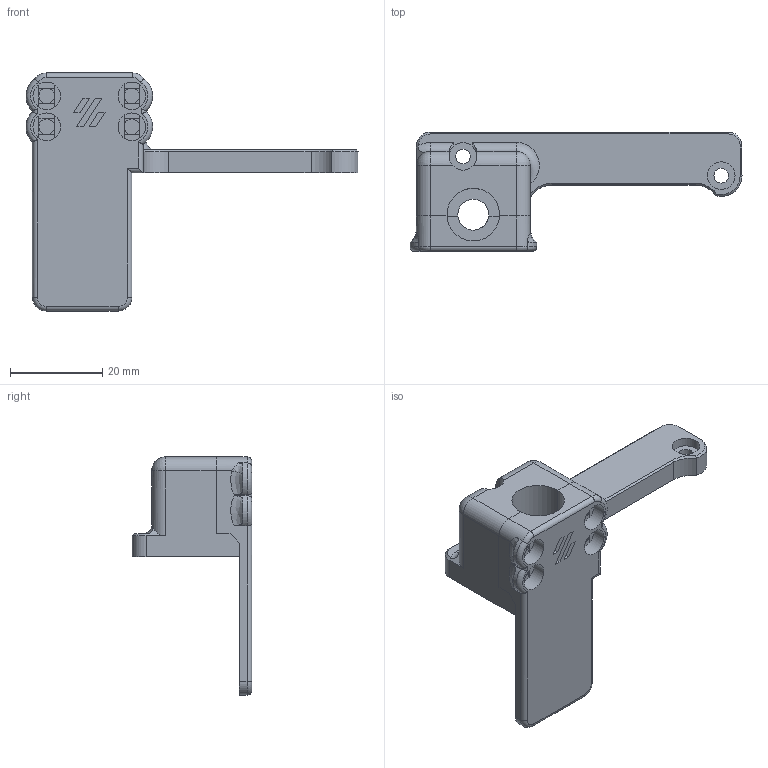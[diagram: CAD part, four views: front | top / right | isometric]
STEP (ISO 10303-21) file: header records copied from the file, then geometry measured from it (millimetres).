
FILE_DESCRIPTION(/* description */ (''),/* implementation_level */ '2;1');
FILE_NAME(/* name */ 'Rear_Umbilical.step',/* time_stamp */ '2022-07-07T17:45:53-04:00',/* author */ (''),/* organization */ (''),/* preprocessor_version */ 'ST-DEVELOPER v19',/* originating_system */ 'Autodesk Translation Framework v11.7.0.108',/* authorisation */ '');
FILE_SCHEMA (('AUTOMOTIVE_DESIGN { 1 0 10303 214 3 1 1 }'));
Length unit declared in the file: millimetre
Products named in the file (1): Rear_Umbilical_Rear_Umbilical
Bounding box: 72.07 x 25.93 x 51.7 mm (x, y, z)
Volume: 13564.5 mm3; surface area: 8341.9 mm2
Topology: 2 solids, 2 shells, 195 faces, 524 edges, 334 vertices
Faces by surface type: plane 118, cylinder 54, torus 10, bspline 6, cone 5, sphere 2
Full cylindrical faces by diameter (mm): 3.2 x2, 3.4 x4, 4.7 x4, 6 x6
Entity records: 6790 total; most frequent: CARTESIAN_POINT 1819, ORIENTED_EDGE 1038, DIRECTION 1025, EDGE_CURVE 519, AXIS2_PLACEMENT_3D 351, VERTEX_POINT 334, LINE 323, VECTOR 323
